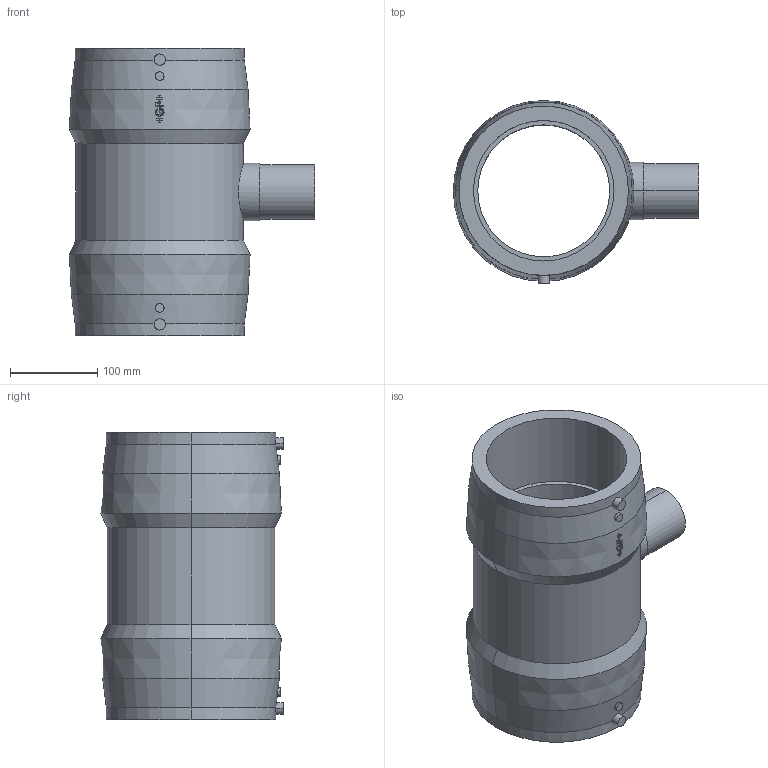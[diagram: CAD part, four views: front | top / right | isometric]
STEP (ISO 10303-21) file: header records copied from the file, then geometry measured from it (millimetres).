
FILE_DESCRIPTION(('STEP AP214'),'1');
FILE_NAME('cctmp_9CB3E2A2-700C-479A-A937-CAAAA84CE708_2020_6_8_12_2_47_18..stp','2020-06-08T10:02:47',('Georg Fischer Piping Systems Ltd.'),('CADClick - www.CADClick.com'),'Spatial InterOp 3D',' ','unknown authorization');
FILE_SCHEMA(('AUTOMOTIVE_DESIGN'));
Length unit declared in the file: millimetre
Products named in the file (1): 753211025
Bounding box: 281.8 x 209.8 x 330 mm (x, y, z)
Volume: 3855768.3 mm3; surface area: 424483.8 mm2
Topology: 1 solids, 1 shells, 103 faces, 263 edges, 170 vertices
Faces by surface type: plane 48, cylinder 43, cone 12
Entity records: 5157 total; most frequent: CARTESIAN_POINT 1794, DIRECTION 526, ORIENTED_EDGE 526, EDGE_CURVE 263, AXIS2_PLACEMENT_3D 199, VERTEX_POINT 170, LINE 128, VECTOR 128
